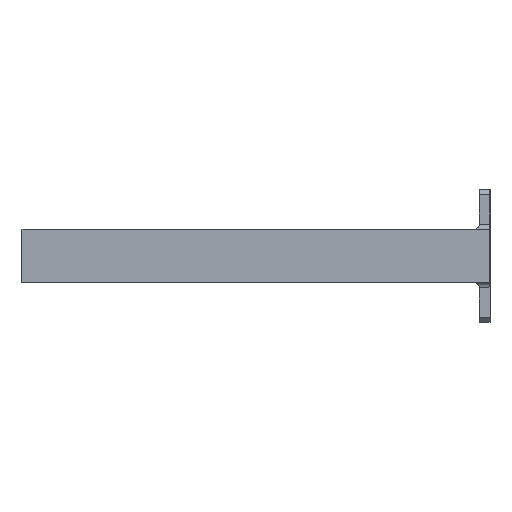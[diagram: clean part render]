
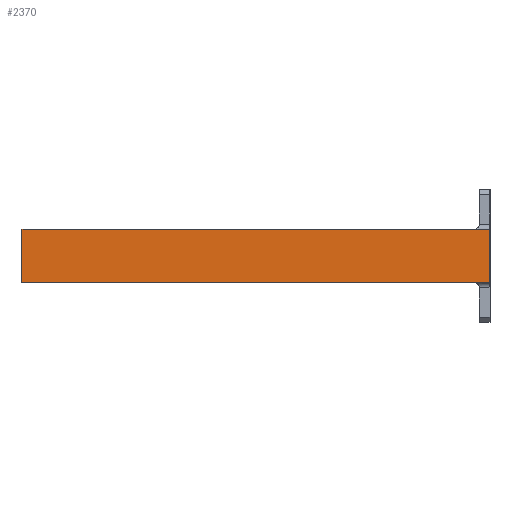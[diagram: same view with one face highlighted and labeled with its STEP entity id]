
A CAD part, left-side view. The second image highlights one B-rep face of the part: STEP entity #2370.
In plain terms, the highlighted planar face has unit normal (-1, 0, 0).
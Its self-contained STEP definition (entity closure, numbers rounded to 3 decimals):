
#73 = LINE ( 'NONE', #980, #1655 ) ;
#155 = DIRECTION ( 'NONE',  ( 0., 0., -1. ) ) ;
#172 = CARTESIAN_POINT ( 'NONE',  ( -16.929, -131.74, 20. ) ) ;
#206 = DIRECTION ( 'NONE',  ( 0., -1., 0. ) ) ;
#389 = EDGE_CURVE ( 'NONE', #2642, #2410, #2211, .T. ) ;
#390 = LINE ( 'NONE', #857, #2644 ) ;
#407 = ORIENTED_EDGE ( 'NONE', *, *, #389, .T. ) ;
#456 = CARTESIAN_POINT ( 'NONE',  ( -16.929, -131.74, 0. ) ) ;
#723 = VERTEX_POINT ( 'NONE', #1209 ) ;
#775 = ORIENTED_EDGE ( 'NONE', *, *, #1590, .F. ) ;
#813 = EDGE_CURVE ( 'NONE', #723, #2642, #73, .T. ) ;
#823 = DIRECTION ( 'NONE',  ( 0., 0., 1. ) ) ;
#834 = VECTOR ( 'NONE', #206, 1000. ) ;
#848 = CARTESIAN_POINT ( 'NONE',  ( -16.929, 44.26, 0. ) ) ;
#857 = CARTESIAN_POINT ( 'NONE',  ( -16.929, -131.74, 0. ) ) ;
#980 = CARTESIAN_POINT ( 'NONE',  ( -16.929, 44.26, 20. ) ) ;
#1023 = EDGE_LOOP ( 'NONE', ( #407, #3012, #775, #1310 ) ) ;
#1209 = CARTESIAN_POINT ( 'NONE',  ( -16.929, 44.26, 20. ) ) ;
#1310 = ORIENTED_EDGE ( 'NONE', *, *, #813, .T. ) ;
#1326 = EDGE_CURVE ( 'NONE', #2410, #2897, #390, .T. ) ;
#1367 = DIRECTION ( 'NONE',  ( 0., -1., 0. ) ) ;
#1590 = EDGE_CURVE ( 'NONE', #723, #2897, #2600, .T. ) ;
#1655 = VECTOR ( 'NONE', #2785, 1000. ) ;
#1698 = CARTESIAN_POINT ( 'NONE',  ( -16.929, 44.26, 20. ) ) ;
#2071 = AXIS2_PLACEMENT_3D ( 'NONE', #1698, #2750, #155 ) ;
#2152 = FACE_OUTER_BOUND ( 'NONE', #1023, .T. ) ;
#2211 = LINE ( 'NONE', #2789, #834 ) ;
#2370 = ADVANCED_FACE ( 'NONE', ( #2152 ), #2492, .F. ) ;
#2382 = CARTESIAN_POINT ( 'NONE',  ( -16.929, 44.26, 20. ) ) ;
#2410 = VERTEX_POINT ( 'NONE', #456 ) ;
#2492 = PLANE ( 'NONE',  #2071 ) ;
#2600 = LINE ( 'NONE', #2382, #2804 ) ;
#2642 = VERTEX_POINT ( 'NONE', #848 ) ;
#2644 = VECTOR ( 'NONE', #823, 1000. ) ;
#2750 = DIRECTION ( 'NONE',  ( 1., 0., 0. ) ) ;
#2785 = DIRECTION ( 'NONE',  ( 0., 0., -1. ) ) ;
#2789 = CARTESIAN_POINT ( 'NONE',  ( -16.929, 44.26, 0. ) ) ;
#2804 = VECTOR ( 'NONE', #1367, 1000. ) ;
#2897 = VERTEX_POINT ( 'NONE', #172 ) ;
#3012 = ORIENTED_EDGE ( 'NONE', *, *, #1326, .T. ) ;
